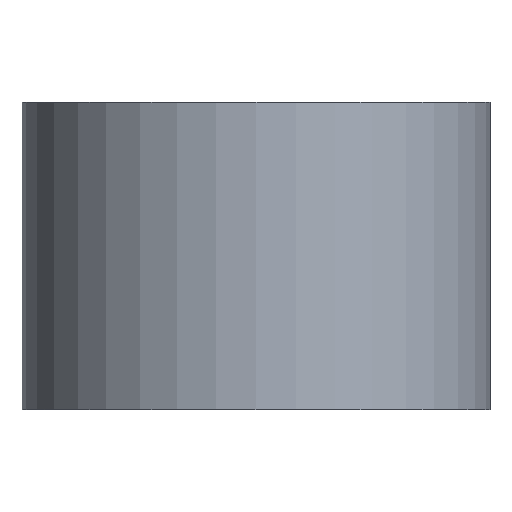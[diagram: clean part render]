
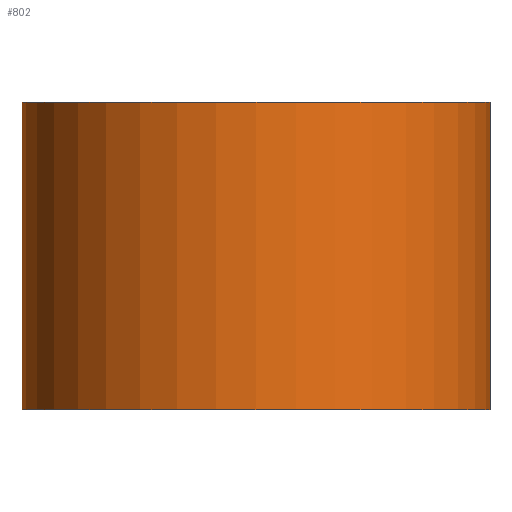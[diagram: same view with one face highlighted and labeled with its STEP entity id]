
A CAD part, left-side view. The second image highlights one B-rep face of the part: STEP entity #802.
In plain terms, the highlighted cylindrical face has radius 19.05 mm (diameter 38.1 mm), a partial arc.
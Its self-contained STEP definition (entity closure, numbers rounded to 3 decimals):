
#761=CARTESIAN_POINT('',(0.0,0.0,0.0));
#762=DIRECTION('',(0.0,0.0,1.0));
#763=DIRECTION('',(1.0,0.0,0.0));
#764=AXIS2_PLACEMENT_3D('',#761,#762,#763);
#765=CYLINDRICAL_SURFACE('',#764,19.05);
#766=CARTESIAN_POINT('',(14.375,12.5,0.0));
#767=VERTEX_POINT('',#766);
#768=CARTESIAN_POINT('',(14.375,12.5,25.0));
#769=VERTEX_POINT('',#768);
#770=CARTESIAN_POINT('',(14.375,12.5,0.0));
#771=DIRECTION('',(0.0,0.0,1.0));
#772=VECTOR('',#771,25.0);
#773=LINE('',#770,#772);
#774=EDGE_CURVE('',#767,#769,#773,.T.);
#775=ORIENTED_EDGE('',*,*,#774,.F.);
#776=CARTESIAN_POINT('',(14.375,-12.5,0.0));
#777=VERTEX_POINT('',#776);
#778=CARTESIAN_POINT('',(0.0,0.0,0.0));
#779=DIRECTION('',(0.0,0.0,1.0));
#780=DIRECTION('',(1.0,0.0,0.0));
#781=AXIS2_PLACEMENT_3D('',#778,#779,#780);
#782=CIRCLE('',#781,19.05);
#783=EDGE_CURVE('',#767,#777,#782,.T.);
#784=ORIENTED_EDGE('',*,*,#783,.T.);
#785=CARTESIAN_POINT('',(14.375,-12.5,25.0));
#786=VERTEX_POINT('',#785);
#787=CARTESIAN_POINT('',(14.375,-12.5,25.0));
#788=DIRECTION('',(0.0,0.0,-1.0));
#789=VECTOR('',#788,25.0);
#790=LINE('',#787,#789);
#791=EDGE_CURVE('',#786,#777,#790,.T.);
#792=ORIENTED_EDGE('',*,*,#791,.F.);
#793=CARTESIAN_POINT('',(0.0,0.0,25.0));
#794=DIRECTION('',(0.0,0.0,-1.0));
#795=DIRECTION('',(1.0,0.0,0.0));
#796=AXIS2_PLACEMENT_3D('',#793,#794,#795);
#797=CIRCLE('',#796,19.05);
#798=EDGE_CURVE('',#786,#769,#797,.T.);
#799=ORIENTED_EDGE('',*,*,#798,.T.);
#800=EDGE_LOOP('',(#775,#784,#792,#799));
#801=FACE_OUTER_BOUND('',#800,.T.);
#802=ADVANCED_FACE('',(#801),#765,.T.);
